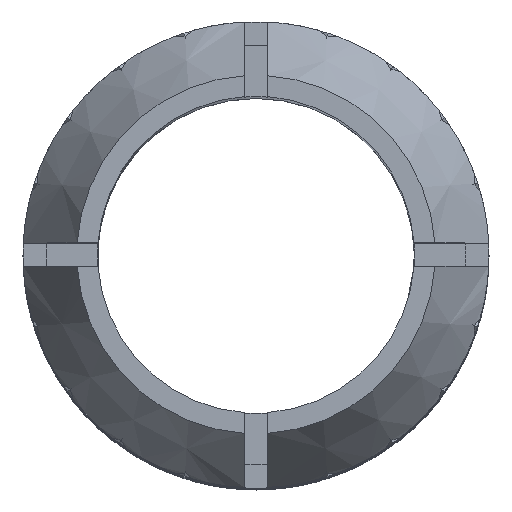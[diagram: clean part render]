
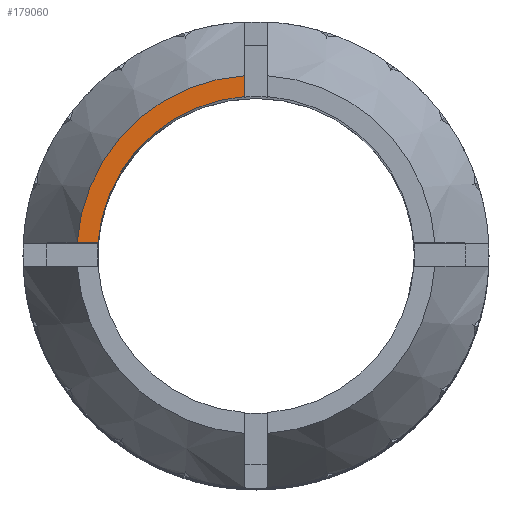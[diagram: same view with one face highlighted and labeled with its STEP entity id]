
A CAD part, top view. The second image highlights one B-rep face of the part: STEP entity #179060.
In plain terms, the highlighted planar face has unit normal (0, 0, 1).
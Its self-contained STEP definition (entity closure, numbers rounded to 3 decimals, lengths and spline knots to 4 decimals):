
#4026 = VERTEX_POINT ( 'NONE', #225661 ) ;
#6758 = ORIENTED_EDGE ( 'NONE', *, *, #556916, .F. ) ;
#15761 = VECTOR ( 'NONE', #256872, 1000. ) ;
#52714 = DIRECTION ( 'NONE',  ( 0., 0., 1. ) ) ;
#64910 = CARTESIAN_POINT ( 'NONE',  ( -3.3908, 0.25, 30. ) ) ;
#65439 = CARTESIAN_POINT ( 'NONE',  ( -4.9937, 0.25, 30. ) ) ;
#115161 = EDGE_CURVE ( 'NONE', #341583, #198591, #133336, .T. ) ;
#133336 = LINE ( 'NONE', #434968, #15761 ) ;
#150828 = CIRCLE ( 'NONE', #209742, 3.8453 ) ;
#179060 = ADVANCED_FACE ( 'NONE', ( #184546 ), #317634, .T. ) ;
#184546 = FACE_OUTER_BOUND ( 'NONE', #341269, .T. ) ;
#195602 = EDGE_CURVE ( 'NONE', #360801, #4026, #521122, .T. ) ;
#198591 = VERTEX_POINT ( 'NONE', #368419 ) ;
#209742 = AXIS2_PLACEMENT_3D ( 'NONE', #489729, #224498, #534285 ) ;
#220383 = DIRECTION ( 'NONE',  ( 0., 0., -1. ) ) ;
#224498 = DIRECTION ( 'NONE',  ( 0., 0., -1. ) ) ;
#225661 = CARTESIAN_POINT ( 'NONE',  ( -3.8372, 0.25, 30. ) ) ;
#256872 = DIRECTION ( 'NONE',  ( 0., -1., 0. ) ) ;
#298285 = AXIS2_PLACEMENT_3D ( 'NONE', #485646, #220383, #530149 ) ;
#306064 = ORIENTED_EDGE ( 'NONE', *, *, #195602, .F. ) ;
#317634 = PLANE ( 'NONE',  #524283 ) ;
#341269 = EDGE_LOOP ( 'NONE', ( #6758, #306064, #554697, #449216 ) ) ;
#341583 = VERTEX_POINT ( 'NONE', #475747 ) ;
#360314 = CARTESIAN_POINT ( 'NONE',  ( 0., 0., 30. ) ) ;
#360801 = VERTEX_POINT ( 'NONE', #64910 ) ;
#362252 = DIRECTION ( 'NONE',  ( 1., 0., 0. ) ) ;
#368419 = CARTESIAN_POINT ( 'NONE',  ( -0.25, 3.3908, 30. ) ) ;
#371764 = CIRCLE ( 'NONE', #298285, 3.4 ) ;
#403393 = VECTOR ( 'NONE', #419396, 1000. ) ;
#419396 = DIRECTION ( 'NONE',  ( -1., 0., 0. ) ) ;
#434968 = CARTESIAN_POINT ( 'NONE',  ( -0.25, 4.9937, 30. ) ) ;
#438707 = EDGE_CURVE ( 'NONE', #360801, #198591, #371764, .T. ) ;
#449216 = ORIENTED_EDGE ( 'NONE', *, *, #115161, .F. ) ;
#475747 = CARTESIAN_POINT ( 'NONE',  ( -0.25, 3.8372, 30. ) ) ;
#485646 = CARTESIAN_POINT ( 'NONE',  ( 0., 0., 30. ) ) ;
#489729 = CARTESIAN_POINT ( 'NONE',  ( 0., 0., 30. ) ) ;
#521122 = LINE ( 'NONE', #65439, #403393 ) ;
#524283 = AXIS2_PLACEMENT_3D ( 'NONE', #360314, #52714, #362252 ) ;
#530149 = DIRECTION ( 'NONE',  ( -1., 0., 0. ) ) ;
#534285 = DIRECTION ( 'NONE',  ( -1., 0., 0. ) ) ;
#554697 = ORIENTED_EDGE ( 'NONE', *, *, #438707, .T. ) ;
#556916 = EDGE_CURVE ( 'NONE', #4026, #341583, #150828, .T. ) ;
